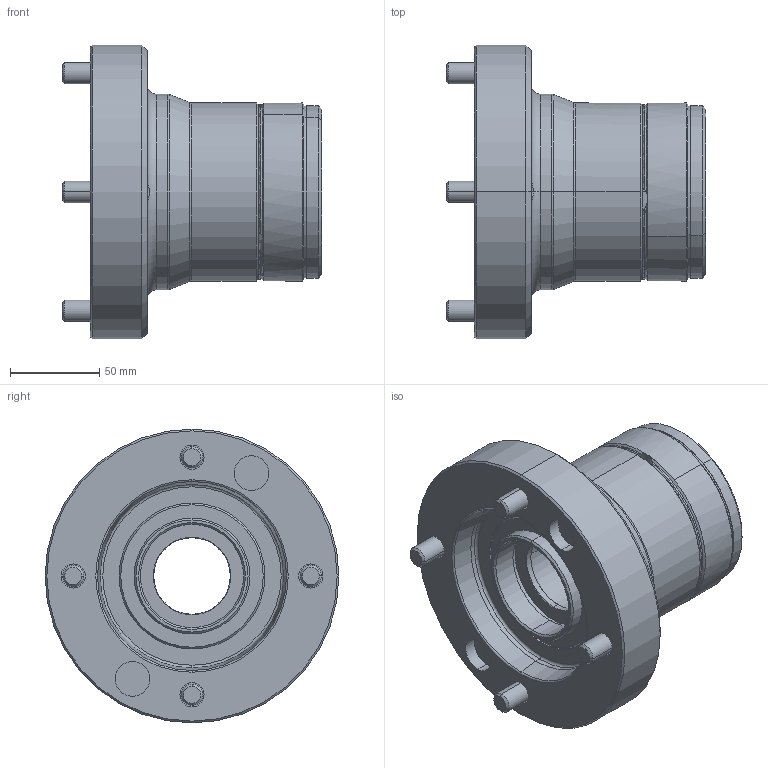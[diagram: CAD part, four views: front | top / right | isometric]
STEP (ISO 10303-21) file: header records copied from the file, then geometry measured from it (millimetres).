
FILE_DESCRIPTION (( 'STEP AP203' ), '1' );
FILE_NAME ('CF-CL-42A6.STEP', '2022-04-26T06:02:03', ( '' ), ( '' ), 'SwSTEP 2.0', 'SolidWorks 2016', '' );
FILE_SCHEMA (( 'CONFIG_CONTROL_DESIGN' ));
Length unit declared in the file: millimetre
Products named in the file (8): CF-CL-42A6-01020; CF-CL-42-02000; CF-CL-42A6-02010; CF-CL-42A6-04000; FSW320300; 圓頭內六角螺栓_M12x35; CF-CL-42-11000; CF-CL-42A6
Assembly tree (10 placements, depth 2):
  CF-CL-42A6
    CF-CL-42A6-01020
    CF-CL-42-02000
    CF-CL-42A6-02010
    CF-CL-42A6-04000
    FSW320300
    圓頭內六角螺栓_M12x35  x4
    CF-CL-42-11000
Bounding box: 145.72 x 165 x 165 mm (x, y, z)
Volume: 1078575.2 mm3; surface area: 209757.7 mm2
Topology: 10 solids, 10 shells, 342 faces, 766 edges, 457 vertices
Faces by surface type: cylinder 115, plane 113, cone 98, torus 16
Entity records: 8787 total; most frequent: CARTESIAN_POINT 1763, DIRECTION 1414, ORIENTED_EDGE 1176, AXIS2_PLACEMENT_3D 590, EDGE_CURVE 588, VERTEX_POINT 358, CIRCLE 310, EDGE_LOOP 308
